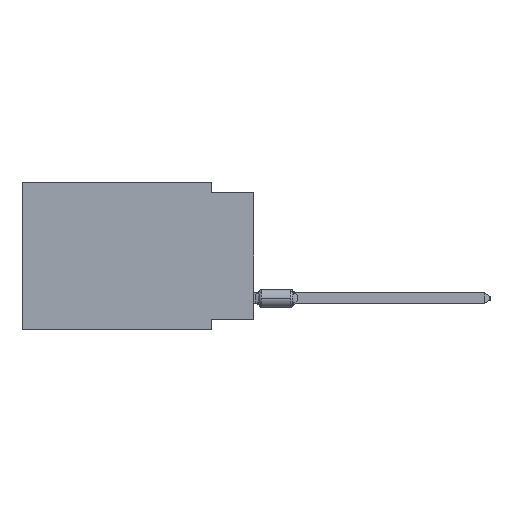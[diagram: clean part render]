
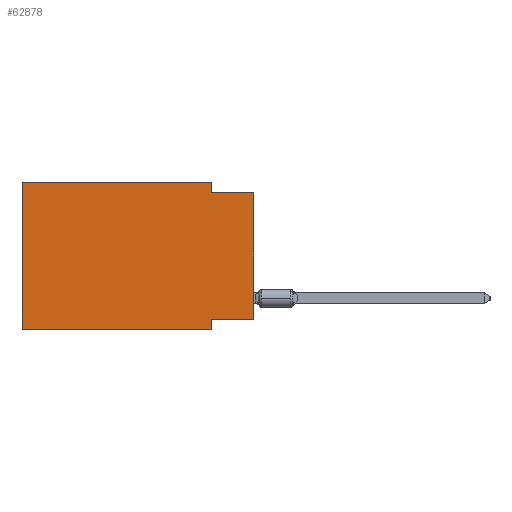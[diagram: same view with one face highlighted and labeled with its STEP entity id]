
A CAD part, left-side view. The second image highlights one B-rep face of the part: STEP entity #62878.
In plain terms, the highlighted planar face has unit normal (-1, 0, 0).
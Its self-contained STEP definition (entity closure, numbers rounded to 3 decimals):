
#935 = DIRECTION ( 'NONE',  ( 0., 0., -1. ) ) ;
#4865 = CARTESIAN_POINT ( 'NONE',  ( 0., 2.54, 0. ) ) ;
#6104 = VERTEX_POINT ( 'NONE', #40131 ) ;
#6775 = CARTESIAN_POINT ( 'NONE',  ( 0., 13.97, -8.89 ) ) ;
#7096 = CARTESIAN_POINT ( 'NONE',  ( 0., 13.97, 0. ) ) ;
#8186 = DIRECTION ( 'NONE',  ( 0., -1., 0. ) ) ;
#8535 = ORIENTED_EDGE ( 'NONE', *, *, #14455, .F. ) ;
#11502 = LINE ( 'NONE', #48025, #77140 ) ;
#11547 = CARTESIAN_POINT ( 'NONE',  ( 0., 13.97, 0. ) ) ;
#11584 = CARTESIAN_POINT ( 'NONE',  ( 0., 0., -8.255 ) ) ;
#12019 = PLANE ( 'NONE',  #66578 ) ;
#12785 = VECTOR ( 'NONE', #935, 1000. ) ;
#14455 = EDGE_CURVE ( 'NONE', #80198, #26029, #26002, .T. ) ;
#17518 = CARTESIAN_POINT ( 'NONE',  ( 0., 0., -8.255 ) ) ;
#19801 = ORIENTED_EDGE ( 'NONE', *, *, #56365, .T. ) ;
#20688 = VECTOR ( 'NONE', #8186, 1000. ) ;
#22765 = VERTEX_POINT ( 'NONE', #65933 ) ;
#22926 = CARTESIAN_POINT ( 'NONE',  ( 0., 0., -0.635 ) ) ;
#23989 = VECTOR ( 'NONE', #65195, 1000. ) ;
#26002 = LINE ( 'NONE', #11584, #42447 ) ;
#26029 = VERTEX_POINT ( 'NONE', #33456 ) ;
#26887 = DIRECTION ( 'NONE',  ( 1., 0., 0. ) ) ;
#27735 = DIRECTION ( 'NONE',  ( 0., -1., 0. ) ) ;
#29253 = EDGE_CURVE ( 'NONE', #82252, #22765, #11502, .T. ) ;
#29332 = LINE ( 'NONE', #29806, #20688 ) ;
#29740 = ORIENTED_EDGE ( 'NONE', *, *, #40965, .T. ) ;
#29806 = CARTESIAN_POINT ( 'NONE',  ( 0., 13.97, 0. ) ) ;
#30646 = EDGE_CURVE ( 'NONE', #26029, #6104, #52365, .T. ) ;
#31045 = EDGE_CURVE ( 'NONE', #22765, #90794, #52727, .T. ) ;
#33456 = CARTESIAN_POINT ( 'NONE',  ( 0., 2.54, -8.255 ) ) ;
#33560 = ORIENTED_EDGE ( 'NONE', *, *, #29253, .F. ) ;
#33595 = VECTOR ( 'NONE', #90912, 1000. ) ;
#34080 = FACE_OUTER_BOUND ( 'NONE', #86388, .T. ) ;
#35152 = ORIENTED_EDGE ( 'NONE', *, *, #56444, .F. ) ;
#35876 = LINE ( 'NONE', #73338, #23989 ) ;
#40131 = CARTESIAN_POINT ( 'NONE',  ( 0., 2.54, -8.89 ) ) ;
#40965 = EDGE_CURVE ( 'NONE', #80198, #90794, #51987, .T. ) ;
#42447 = VECTOR ( 'NONE', #55328, 1000. ) ;
#43225 = VERTEX_POINT ( 'NONE', #6775 ) ;
#48025 = CARTESIAN_POINT ( 'NONE',  ( 0., 2.54, 0. ) ) ;
#49871 = ORIENTED_EDGE ( 'NONE', *, *, #31045, .F. ) ;
#51987 = LINE ( 'NONE', #81301, #33595 ) ;
#52365 = LINE ( 'NONE', #74457, #12785 ) ;
#52727 = LINE ( 'NONE', #22926, #94245 ) ;
#55328 = DIRECTION ( 'NONE',  ( 0., 1., 0. ) ) ;
#55702 = DIRECTION ( 'NONE',  ( 0., 0., -1. ) ) ;
#56365 = EDGE_CURVE ( 'NONE', #43225, #6104, #57533, .T. ) ;
#56444 = EDGE_CURVE ( 'NONE', #43225, #88772, #35876, .T. ) ;
#56760 = CARTESIAN_POINT ( 'NONE',  ( 0., 0., -0.635 ) ) ;
#57533 = LINE ( 'NONE', #72866, #57757 ) ;
#57757 = VECTOR ( 'NONE', #27735, 1000. ) ;
#62878 = ADVANCED_FACE ( 'NONE', ( #34080 ), #12019, .F. ) ;
#63916 = EDGE_CURVE ( 'NONE', #88772, #82252, #29332, .T. ) ;
#65195 = DIRECTION ( 'NONE',  ( 0., 0., 1. ) ) ;
#65933 = CARTESIAN_POINT ( 'NONE',  ( 0., 2.54, -0.635 ) ) ;
#66578 = AXIS2_PLACEMENT_3D ( 'NONE', #11547, #26887, #85071 ) ;
#72866 = CARTESIAN_POINT ( 'NONE',  ( 0., 13.97, -8.89 ) ) ;
#73338 = CARTESIAN_POINT ( 'NONE',  ( 0., 13.97, 0. ) ) ;
#74457 = CARTESIAN_POINT ( 'NONE',  ( 0., 2.54, -8.89 ) ) ;
#74968 = ORIENTED_EDGE ( 'NONE', *, *, #30646, .F. ) ;
#77140 = VECTOR ( 'NONE', #55702, 1000. ) ;
#80198 = VERTEX_POINT ( 'NONE', #17518 ) ;
#81301 = CARTESIAN_POINT ( 'NONE',  ( 0., 0., 0. ) ) ;
#82252 = VERTEX_POINT ( 'NONE', #4865 ) ;
#85071 = DIRECTION ( 'NONE',  ( 0., 0., -1. ) ) ;
#86388 = EDGE_LOOP ( 'NONE', ( #29740, #49871, #33560, #94239, #35152, #19801, #74968, #8535 ) ) ;
#88772 = VERTEX_POINT ( 'NONE', #7096 ) ;
#88790 = DIRECTION ( 'NONE',  ( 0., -1., 0. ) ) ;
#90794 = VERTEX_POINT ( 'NONE', #56760 ) ;
#90912 = DIRECTION ( 'NONE',  ( 0., 0., 1. ) ) ;
#94239 = ORIENTED_EDGE ( 'NONE', *, *, #63916, .F. ) ;
#94245 = VECTOR ( 'NONE', #88790, 1000. ) ;
